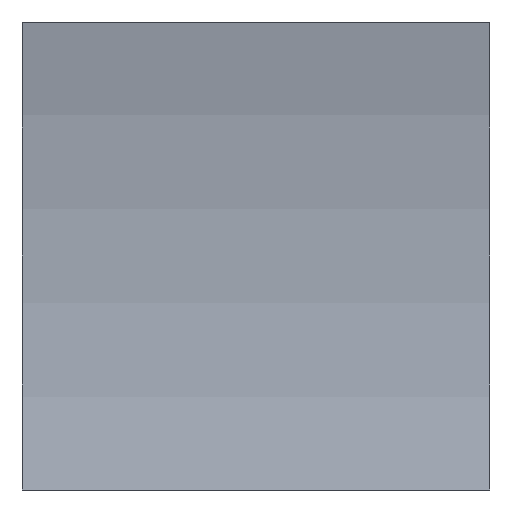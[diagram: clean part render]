
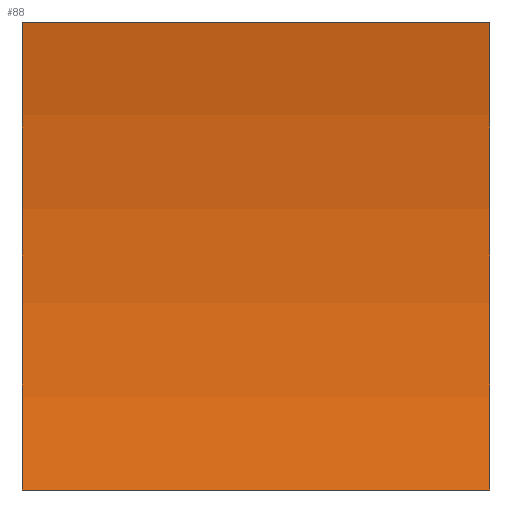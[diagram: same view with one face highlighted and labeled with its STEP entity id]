
A CAD part, left-side view. The second image highlights one B-rep face of the part: STEP entity #88.
In plain terms, the highlighted cylindrical face has radius 22.92 mm (diameter 45.84 mm), a partial arc.
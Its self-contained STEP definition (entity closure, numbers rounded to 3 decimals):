
#2 = EDGE_CURVE ( 'NONE', #179, #12, #175, .T. ) ;
#5 = FACE_OUTER_BOUND ( 'NONE', #80, .T. ) ;
#6 = CARTESIAN_POINT ( 'NONE',  ( -24.92, 10., 5. ) ) ;
#9 = DIRECTION ( 'NONE',  ( 0., 0., -1. ) ) ;
#12 = VERTEX_POINT ( 'NONE', #69 ) ;
#13 = DIRECTION ( 'NONE',  ( 0., 0., 1. ) ) ;
#29 = VECTOR ( 'NONE', #163, 1000. ) ;
#35 = CARTESIAN_POINT ( 'NONE',  ( -2.552, 10., 10. ) ) ;
#41 = CIRCLE ( 'NONE', #199, 22.92 ) ;
#48 = EDGE_CURVE ( 'NONE', #109, #179, #137, .T. ) ;
#69 = CARTESIAN_POINT ( 'NONE',  ( -2.552, 0., 10. ) ) ;
#74 = EDGE_CURVE ( 'NONE', #110, #12, #145, .T. ) ;
#75 = ORIENTED_EDGE ( 'NONE', *, *, #74, .F. ) ;
#76 = CARTESIAN_POINT ( 'NONE',  ( -2.552, 10., 10. ) ) ;
#80 = EDGE_LOOP ( 'NONE', ( #114, #75, #106, #97 ) ) ;
#88 = ADVANCED_FACE ( 'NONE', ( #5 ), #128, .F. ) ;
#97 = ORIENTED_EDGE ( 'NONE', *, *, #48, .T. ) ;
#98 = DIRECTION ( 'NONE',  ( 0., -1., 0. ) ) ;
#106 = ORIENTED_EDGE ( 'NONE', *, *, #202, .F. ) ;
#109 = VERTEX_POINT ( 'NONE', #130 ) ;
#110 = VERTEX_POINT ( 'NONE', #35 ) ;
#114 = ORIENTED_EDGE ( 'NONE', *, *, #2, .T. ) ;
#117 = DIRECTION ( 'NONE',  ( 0., -1., 0. ) ) ;
#128 = CYLINDRICAL_SURFACE ( 'NONE', #174, 22.92 ) ;
#130 = CARTESIAN_POINT ( 'NONE',  ( -2.552, 10., 0. ) ) ;
#137 = LINE ( 'NONE', #148, #180 ) ;
#138 = CARTESIAN_POINT ( 'NONE',  ( -24.92, 0., 5. ) ) ;
#142 = DIRECTION ( 'NONE',  ( 0., -1., 0. ) ) ;
#145 = LINE ( 'NONE', #76, #29 ) ;
#148 = CARTESIAN_POINT ( 'NONE',  ( -2.552, 10., 0. ) ) ;
#157 = AXIS2_PLACEMENT_3D ( 'NONE', #138, #117, #13 ) ;
#159 = DIRECTION ( 'NONE',  ( 0., 0., 1. ) ) ;
#160 = DIRECTION ( 'NONE',  ( 0., -1., 0. ) ) ;
#163 = DIRECTION ( 'NONE',  ( 0., -1., 0. ) ) ;
#167 = CARTESIAN_POINT ( 'NONE',  ( -24.92, 10., 5. ) ) ;
#174 = AXIS2_PLACEMENT_3D ( 'NONE', #167, #160, #9 ) ;
#175 = CIRCLE ( 'NONE', #157, 22.92 ) ;
#179 = VERTEX_POINT ( 'NONE', #193 ) ;
#180 = VECTOR ( 'NONE', #98, 1000. ) ;
#193 = CARTESIAN_POINT ( 'NONE',  ( -2.552, 0., 0. ) ) ;
#199 = AXIS2_PLACEMENT_3D ( 'NONE', #6, #142, #159 ) ;
#202 = EDGE_CURVE ( 'NONE', #109, #110, #41, .T. ) ;
